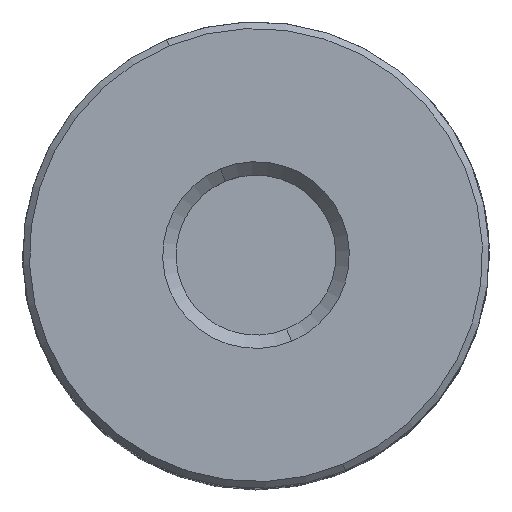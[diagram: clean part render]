
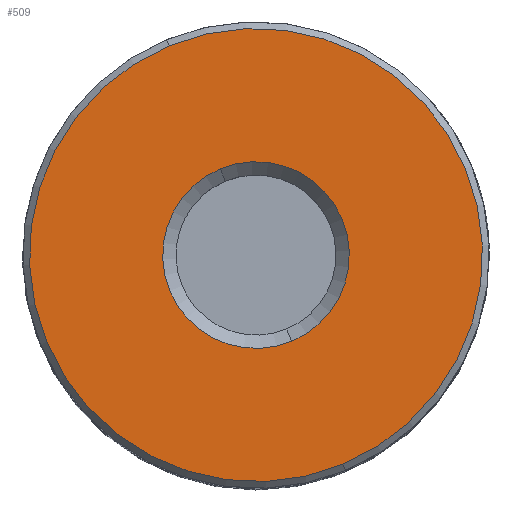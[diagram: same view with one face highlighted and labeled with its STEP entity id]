
A CAD part, top view. The second image highlights one B-rep face of the part: STEP entity #509.
In plain terms, the highlighted face is planar.
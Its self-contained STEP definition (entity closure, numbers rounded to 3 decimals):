
#2 = DIRECTION ( 'NONE',  ( 0., 0., 1. ) ) ;
#110 = EDGE_LOOP ( 'NONE', ( #1575, #1989 ) ) ;
#113 = AXIS2_PLACEMENT_3D ( 'NONE', #1061, #2, #1243 ) ;
#144 = DIRECTION ( 'NONE',  ( 1., 0., 0. ) ) ;
#244 = DIRECTION ( 'NONE',  ( 0., 0., -1. ) ) ;
#407 = VERTEX_POINT ( 'NONE', #1621 ) ;
#436 = PLANE ( 'NONE',  #2107 ) ;
#455 = CIRCLE ( 'NONE', #113, 7. ) ;
#483 = EDGE_CURVE ( 'NONE', #1208, #1809, #1617, .T. ) ;
#509 = ADVANCED_FACE ( 'NONE', ( #1077, #2066 ), #436, .F. ) ;
#649 = CIRCLE ( 'NONE', #1502, 7. ) ;
#826 = ORIENTED_EDGE ( 'NONE', *, *, #1407, .T. ) ;
#896 = CARTESIAN_POINT ( 'NONE',  ( -16.99, 0., 0. ) ) ;
#926 = AXIS2_PLACEMENT_3D ( 'NONE', #2331, #1211, #144 ) ;
#949 = DIRECTION ( 'NONE',  ( 0., 0., 1. ) ) ;
#982 = CARTESIAN_POINT ( 'NONE',  ( 0., 0., 0. ) ) ;
#1061 = CARTESIAN_POINT ( 'NONE',  ( 0., 0., 0. ) ) ;
#1077 = FACE_BOUND ( 'NONE', #110, .T. ) ;
#1157 = DIRECTION ( 'NONE',  ( 1., 0., 0. ) ) ;
#1208 = VERTEX_POINT ( 'NONE', #1262 ) ;
#1211 = DIRECTION ( 'NONE',  ( 0., 0., -1. ) ) ;
#1241 = EDGE_LOOP ( 'NONE', ( #2271, #826 ) ) ;
#1243 = DIRECTION ( 'NONE',  ( 1., 0., 0. ) ) ;
#1262 = CARTESIAN_POINT ( 'NONE',  ( 16.99, 0., 0. ) ) ;
#1282 = CARTESIAN_POINT ( 'NONE',  ( 7., 0., 0. ) ) ;
#1328 = CARTESIAN_POINT ( 'NONE',  ( 0., 0., 0. ) ) ;
#1407 = EDGE_CURVE ( 'NONE', #1809, #1208, #1971, .T. ) ;
#1502 = AXIS2_PLACEMENT_3D ( 'NONE', #2038, #949, #2233 ) ;
#1511 = DIRECTION ( 'NONE',  ( 1., 0., 0. ) ) ;
#1575 = ORIENTED_EDGE ( 'NONE', *, *, #1582, .T. ) ;
#1582 = EDGE_CURVE ( 'NONE', #407, #1904, #649, .T. ) ;
#1617 = CIRCLE ( 'NONE', #1972, 16.99 ) ;
#1621 = CARTESIAN_POINT ( 'NONE',  ( -7., 0., 0. ) ) ;
#1738 = EDGE_CURVE ( 'NONE', #1904, #407, #455, .T. ) ;
#1809 = VERTEX_POINT ( 'NONE', #896 ) ;
#1904 = VERTEX_POINT ( 'NONE', #1282 ) ;
#1971 = CIRCLE ( 'NONE', #926, 16.99 ) ;
#1972 = AXIS2_PLACEMENT_3D ( 'NONE', #1328, #244, #1511 ) ;
#1989 = ORIENTED_EDGE ( 'NONE', *, *, #1738, .T. ) ;
#2038 = CARTESIAN_POINT ( 'NONE',  ( 0., 0., 0. ) ) ;
#2066 = FACE_OUTER_BOUND ( 'NONE', #1241, .T. ) ;
#2107 = AXIS2_PLACEMENT_3D ( 'NONE', #982, #2268, #1157 ) ;
#2233 = DIRECTION ( 'NONE',  ( 1., 0., 0. ) ) ;
#2268 = DIRECTION ( 'NONE',  ( 0., 0., 1. ) ) ;
#2271 = ORIENTED_EDGE ( 'NONE', *, *, #483, .T. ) ;
#2331 = CARTESIAN_POINT ( 'NONE',  ( 0., 0., 0. ) ) ;
